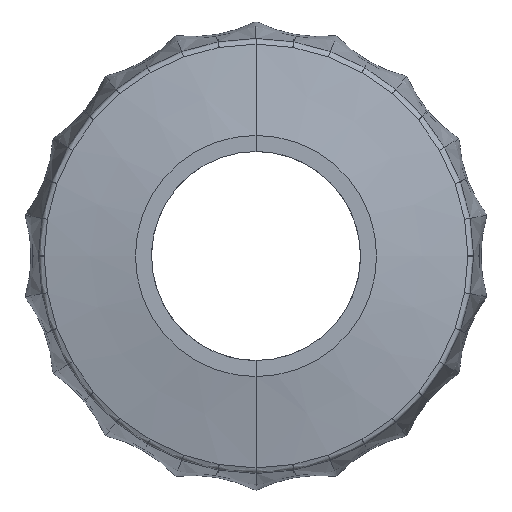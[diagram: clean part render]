
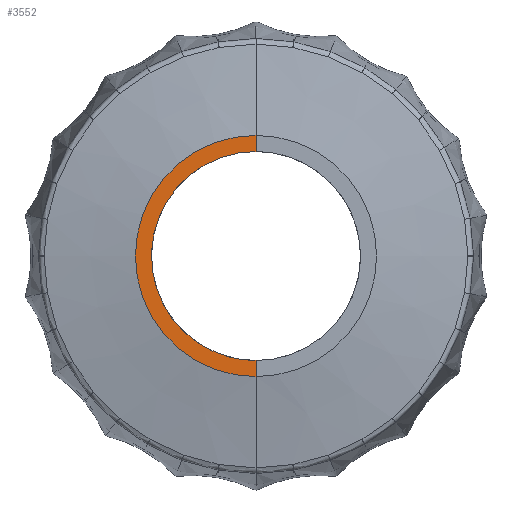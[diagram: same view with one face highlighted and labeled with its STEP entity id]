
A CAD part, front view. The second image highlights one B-rep face of the part: STEP entity #3552.
In plain terms, the highlighted conical face has half-angle 89.995 degrees and reference radius 1.055e+07 mm.
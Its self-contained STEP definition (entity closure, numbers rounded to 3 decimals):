
#307 = CARTESIAN_POINT ( 'NONE',  ( 0., -22.33, 14.133 ) ) ;
#339 = CARTESIAN_POINT ( 'NONE',  ( 0., -22.333, -14.133 ) ) ;
#375 = CARTESIAN_POINT ( 'NONE',  ( 0., -22.333, -12.25 ) ) ;
#376 = CARTESIAN_POINT ( 'NONE',  ( 0., -22.331, 12.25 ) ) ;
#1211 = EDGE_LOOP ( 'NONE', ( #5513, #5514, #5515, #5511 ) ) ;
#2328 = CARTESIAN_POINT ( 'NONE',  ( 0., -22.332, 0. ) ) ;
#2329 = DIRECTION ( 'NONE',  ( 0., -1., 0. ) ) ;
#2330 = DIRECTION ( 'NONE',  ( 0., 0., -1. ) ) ;
#3552 = ADVANCED_FACE ( 'NONE', ( #6514 ), #20708, .T. ) ;
#3731 = EDGE_CURVE ( 'NONE', #4784, #4748, #6636, .T. ) ;
#3733 = EDGE_CURVE ( 'NONE', #4785, #3796, #6637, .T. ) ;
#3735 = EDGE_CURVE ( 'NONE', #4785, #4784, #4384, .T. ) ;
#3796 = VERTEX_POINT ( 'NONE', #307 ) ;
#3939 = VECTOR ( 'NONE', #21873, 1000. ) ;
#3941 = VECTOR ( 'NONE', #21926, 1000. ) ;
#3976 = CIRCLE ( 'NONE', #4018, 14.133 ) ;
#4018 = AXIS2_PLACEMENT_3D ( 'NONE', #2328, #2329, #2330 ) ;
#4384 = B_SPLINE_CURVE_WITH_KNOTS ( 'NONE', 3,
 ( #21929, #21930, #21931, #21932, #21933, #21934, #21935, #21936, #21937, #21938, #21939, #21940, #21941, #21942, #21943, #21944, #21945, #21946, #21947, #21948, #21949, #21950, #21951, #21952, #21953, #21954, #21955, #21956, #21957, #21958, #21959, #21960, #21961, #21962, #21963, #21964, #21965, #21966, #21967, #21968, #21969, #21970, #21971, #21972, #21973, #21974, #21975, #21976 ),
 .UNSPECIFIED., .F., .F.,
 ( 4, 2, 2, 2, 2, 1, 2, 2, 2, 2, 2, 2, 2, 2, 2, 2, 2, 2, 1, 2, 2, 2, 2, 2, 4 ),
 ( 0.05, 0.052, 0.055, 0.057, 0.058, 0.059, 0.061, 0.062, 0.064, 0.065, 0.067, 0.069, 0.07, 0.071, 0.074, 0.075, 0.076, 0.077, 0.079, 0.08, 0.081, 0.083, 0.085, 0.086, 0.088 ),
 .UNSPECIFIED. ) ;
#4748 = VERTEX_POINT ( 'NONE', #339 ) ;
#4784 = VERTEX_POINT ( 'NONE', #375 ) ;
#4785 = VERTEX_POINT ( 'NONE', #376 ) ;
#5511 = ORIENTED_EDGE ( 'NONE', *, *, #6131, .T. ) ;
#5513 = ORIENTED_EDGE ( 'NONE', *, *, #3731, .F. ) ;
#5514 = ORIENTED_EDGE ( 'NONE', *, *, #3735, .F. ) ;
#5515 = ORIENTED_EDGE ( 'NONE', *, *, #3733, .T. ) ;
#6131 = EDGE_CURVE ( 'NONE', #3796, #4748, #3976, .T. ) ;
#6514 = FACE_OUTER_BOUND ( 'NONE', #1211, .T. ) ;
#6636 = LINE ( 'NONE', #21872, #3939 ) ;
#6637 = LINE ( 'NONE', #21925, #3941 ) ;
#20467 = CARTESIAN_POINT ( 'NONE',  ( 0., 977.667, -0.095 ) ) ;
#20468 = DIRECTION ( 'NONE',  ( 0., 1., 0. ) ) ;
#20469 = DIRECTION ( 'NONE',  ( 0., 0., 1. ) ) ;
#20708 = CONICAL_SURFACE ( 'NONE', #20810, 10552423.219, 1.571 ) ;
#20810 = AXIS2_PLACEMENT_3D ( 'NONE', #20467, #20468, #20469 ) ;
#21872 = CARTESIAN_POINT ( 'NONE',  ( 0., -22.333, 0. ) ) ;
#21873 = DIRECTION ( 'NONE',  ( 0., 0., -1. ) ) ;
#21925 = CARTESIAN_POINT ( 'NONE',  ( 0., -22.333, 0. ) ) ;
#21926 = DIRECTION ( 'NONE',  ( 0., 0., 1. ) ) ;
#21929 = CARTESIAN_POINT ( 'NONE',  ( 0., -22.331, 12.25 ) ) ;
#21930 = CARTESIAN_POINT ( 'NONE',  ( -0.804, -22.331, 12.25 ) ) ;
#21931 = CARTESIAN_POINT ( 'NONE',  ( -1.598, -22.331, 12.172 ) ) ;
#21932 = CARTESIAN_POINT ( 'NONE',  ( -3.167, -22.331, 11.86 ) ) ;
#21933 = CARTESIAN_POINT ( 'NONE',  ( -3.948, -22.331, 11.624 ) ) ;
#21934 = CARTESIAN_POINT ( 'NONE',  ( -5.426, -22.331, 11.012 ) ) ;
#21935 = CARTESIAN_POINT ( 'NONE',  ( -6.13, -22.331, 10.636 ) ) ;
#21936 = CARTESIAN_POINT ( 'NONE',  ( -7.134, -22.331, 9.967 ) ) ;
#21937 = CARTESIAN_POINT ( 'NONE',  ( -7.46, -22.331, 9.725 ) ) ;
#21938 = CARTESIAN_POINT ( 'NONE',  ( -8.081, -22.331, 9.216 ) ) ;
#21939 = CARTESIAN_POINT ( 'NONE',  ( -8.673, -22.331, 8.679 ) ) ;
#21940 = CARTESIAN_POINT ( 'NONE',  ( -9.209, -22.331, 8.088 ) ) ;
#21941 = CARTESIAN_POINT ( 'NONE',  ( -9.718, -22.331, 7.469 ) ) ;
#21942 = CARTESIAN_POINT ( 'NONE',  ( -9.959, -22.331, 7.145 ) ) ;
#21943 = CARTESIAN_POINT ( 'NONE',  ( -10.632, -22.331, 6.138 ) ) ;
#21944 = CARTESIAN_POINT ( 'NONE',  ( -11.008, -22.331, 5.433 ) ) ;
#21945 = CARTESIAN_POINT ( 'NONE',  ( -11.467, -22.332, 4.327 ) ) ;
#21946 = CARTESIAN_POINT ( 'NONE',  ( -11.603, -22.332, 3.95 ) ) ;
#21947 = CARTESIAN_POINT ( 'NONE',  ( -11.837, -22.332, 3.179 ) ) ;
#21948 = CARTESIAN_POINT ( 'NONE',  ( -11.936, -22.332, 2.786 ) ) ;
#21949 = CARTESIAN_POINT ( 'NONE',  ( -12.171, -22.332, 1.606 ) ) ;
#21950 = CARTESIAN_POINT ( 'NONE',  ( -12.249, -22.332, 0.813 ) ) ;
#21951 = CARTESIAN_POINT ( 'NONE',  ( -12.25, -22.332, -0.39 ) ) ;
#21952 = CARTESIAN_POINT ( 'NONE',  ( -12.231, -22.332, -0.794 ) ) ;
#21953 = CARTESIAN_POINT ( 'NONE',  ( -12.152, -22.332, -1.597 ) ) ;
#21954 = CARTESIAN_POINT ( 'NONE',  ( -12.093, -22.332, -1.993 ) ) ;
#21955 = CARTESIAN_POINT ( 'NONE',  ( -11.86, -22.332, -3.168 ) ) ;
#21956 = CARTESIAN_POINT ( 'NONE',  ( -11.63, -22.332, -3.933 ) ) ;
#21957 = CARTESIAN_POINT ( 'NONE',  ( -11.167, -22.332, -5.051 ) ) ;
#21958 = CARTESIAN_POINT ( 'NONE',  ( -10.994, -22.332, -5.418 ) ) ;
#21959 = CARTESIAN_POINT ( 'NONE',  ( -10.615, -22.333, -6.128 ) ) ;
#21960 = CARTESIAN_POINT ( 'NONE',  ( -10.408, -22.333, -6.473 ) ) ;
#21961 = CARTESIAN_POINT ( 'NONE',  ( -9.959, -22.333, -7.144 ) ) ;
#21962 = CARTESIAN_POINT ( 'NONE',  ( -9.718, -22.333, -7.469 ) ) ;
#21963 = CARTESIAN_POINT ( 'NONE',  ( -9.209, -22.333, -8.089 ) ) ;
#21964 = CARTESIAN_POINT ( 'NONE',  ( -8.672, -22.333, -8.68 ) ) ;
#21965 = CARTESIAN_POINT ( 'NONE',  ( -8.08, -22.333, -9.216 ) ) ;
#21966 = CARTESIAN_POINT ( 'NONE',  ( -7.46, -22.333, -9.725 ) ) ;
#21967 = CARTESIAN_POINT ( 'NONE',  ( -7.135, -22.333, -9.966 ) ) ;
#21968 = CARTESIAN_POINT ( 'NONE',  ( -6.129, -22.333, -10.637 ) ) ;
#21969 = CARTESIAN_POINT ( 'NONE',  ( -5.424, -22.333, -11.013 ) ) ;
#21970 = CARTESIAN_POINT ( 'NONE',  ( -4.317, -22.333, -11.471 ) ) ;
#21971 = CARTESIAN_POINT ( 'NONE',  ( -3.94, -22.333, -11.606 ) ) ;
#21972 = CARTESIAN_POINT ( 'NONE',  ( -3.167, -22.333, -11.84 ) ) ;
#21973 = CARTESIAN_POINT ( 'NONE',  ( -2.775, -22.333, -11.938 ) ) ;
#21974 = CARTESIAN_POINT ( 'NONE',  ( -1.596, -22.333, -12.172 ) ) ;
#21975 = CARTESIAN_POINT ( 'NONE',  ( -0.802, -22.333, -12.25 ) ) ;
#21976 = CARTESIAN_POINT ( 'NONE',  ( 0., -22.333, -12.25 ) ) ;
